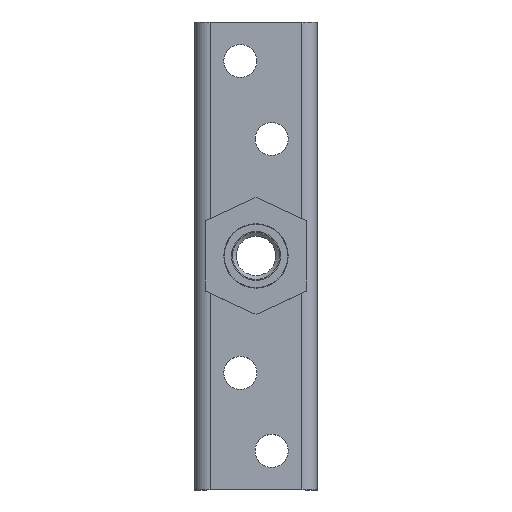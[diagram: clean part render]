
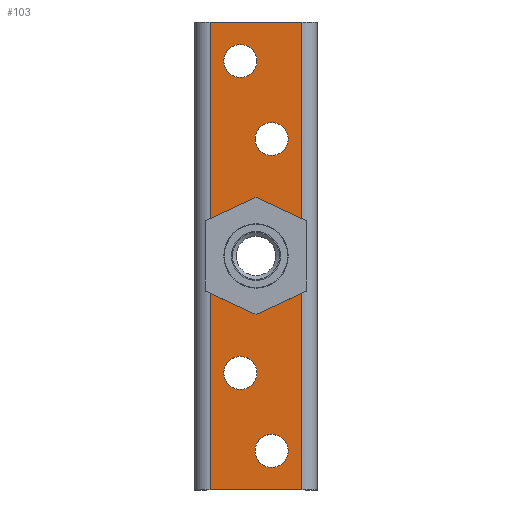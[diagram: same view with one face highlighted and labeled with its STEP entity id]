
A CAD part, top view. The second image highlights one B-rep face of the part: STEP entity #103.
In plain terms, the highlighted planar face has unit normal (0, 0, 1).
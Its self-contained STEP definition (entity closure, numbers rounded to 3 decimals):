
#103 = ADVANCED_FACE( '', ( #241, #242, #243, #244, #245, #246 ), #247, .T. );
#241 = FACE_BOUND( '', #462, .T. );
#242 = FACE_BOUND( '', #463, .T. );
#243 = FACE_BOUND( '', #464, .T. );
#244 = FACE_BOUND( '', #465, .T. );
#245 = FACE_BOUND( '', #466, .T. );
#246 = FACE_OUTER_BOUND( '', #467, .T. );
#247 = PLANE( '', #468 );
#462 = EDGE_LOOP( '', ( #676 ) );
#463 = EDGE_LOOP( '', ( #677 ) );
#464 = EDGE_LOOP( '', ( #678 ) );
#465 = EDGE_LOOP( '', ( #679 ) );
#466 = EDGE_LOOP( '', ( #680 ) );
#467 = EDGE_LOOP( '', ( #681, #682, #683, #684 ) );
#468 = AXIS2_PLACEMENT_3D( '', #685, #686, #687 );
#676 = ORIENTED_EDGE( '', *, *, #1058, .F. );
#677 = ORIENTED_EDGE( '', *, *, #1056, .F. );
#678 = ORIENTED_EDGE( '', *, *, #1059, .F. );
#679 = ORIENTED_EDGE( '', *, *, #1060, .F. );
#680 = ORIENTED_EDGE( '', *, *, #1045, .F. );
#681 = ORIENTED_EDGE( '', *, *, #1061, .F. );
#682 = ORIENTED_EDGE( '', *, *, #1062, .F. );
#683 = ORIENTED_EDGE( '', *, *, #1063, .T. );
#684 = ORIENTED_EDGE( '', *, *, #1064, .T. );
#685 = CARTESIAN_POINT( '', ( 4., 120., 9.5 ) );
#686 = DIRECTION( '', ( 0., 0., 1. ) );
#687 = DIRECTION( '', ( 0., -1., 0. ) );
#1045 = EDGE_CURVE( '', #1190, #1190, #1191, .T. );
#1056 = EDGE_CURVE( '', #1209, #1209, #1210, .T. );
#1058 = EDGE_CURVE( '', #1212, #1212, #1213, .T. );
#1059 = EDGE_CURVE( '', #1214, #1214, #1215, .T. );
#1060 = EDGE_CURVE( '', #1216, #1216, #1217, .T. );
#1061 = EDGE_CURVE( '', #1218, #1219, #1220, .T. );
#1062 = EDGE_CURVE( '', #1221, #1218, #1222, .T. );
#1063 = EDGE_CURVE( '', #1221, #1223, #1224, .T. );
#1064 = EDGE_CURVE( '', #1223, #1219, #1225, .T. );
#1190 = VERTEX_POINT( '', #1407 );
#1191 = CIRCLE( '', #1408, 4.25 );
#1209 = VERTEX_POINT( '', #1430 );
#1210 = CIRCLE( '', #1431, 4.25 );
#1212 = VERTEX_POINT( '', #1433 );
#1213 = CIRCLE( '', #1434, 4.25 );
#1214 = VERTEX_POINT( '', #1435 );
#1215 = CIRCLE( '', #1436, 9.45 );
#1216 = VERTEX_POINT( '', #1437 );
#1217 = CIRCLE( '', #1438, 4.25 );
#1218 = VERTEX_POINT( '', #1439 );
#1219 = VERTEX_POINT( '', #1440 );
#1220 = LINE( '', #1441, #1442 );
#1221 = VERTEX_POINT( '', #1443 );
#1222 = LINE( '', #1444, #1445 );
#1223 = VERTEX_POINT( '', #1446 );
#1224 = LINE( '', #1447, #1448 );
#1225 = LINE( '', #1449, #1450 );
#1407 = CARTESIAN_POINT( '', ( 19.75, 5.75, 9.5 ) );
#1408 = AXIS2_PLACEMENT_3D( '', #1670, #1671, #1672 );
#1430 = CARTESIAN_POINT( '', ( 19.75, 85.75, 9.5 ) );
#1431 = AXIS2_PLACEMENT_3D( '', #1686, #1687, #1688 );
#1433 = CARTESIAN_POINT( '', ( 11.75, 105.75, 9.5 ) );
#1434 = AXIS2_PLACEMENT_3D( '', #1689, #1690, #1691 );
#1435 = CARTESIAN_POINT( '', ( 15.75, 50.55, 9.5 ) );
#1436 = AXIS2_PLACEMENT_3D( '', #1692, #1693, #1694 );
#1437 = CARTESIAN_POINT( '', ( 11.75, 25.75, 9.5 ) );
#1438 = AXIS2_PLACEMENT_3D( '', #1695, #1696, #1697 );
#1439 = CARTESIAN_POINT( '', ( 27.5, 0., 9.5 ) );
#1440 = CARTESIAN_POINT( '', ( 4., 0., 9.5 ) );
#1441 = CARTESIAN_POINT( '', ( 4., 0., 9.5 ) );
#1442 = VECTOR( '', #1698, 1000. );
#1443 = CARTESIAN_POINT( '', ( 27.5, 120., 9.5 ) );
#1444 = CARTESIAN_POINT( '', ( 27.5, 120., 9.5 ) );
#1445 = VECTOR( '', #1699, 1000. );
#1446 = CARTESIAN_POINT( '', ( 4., 120., 9.5 ) );
#1447 = CARTESIAN_POINT( '', ( 4., 120., 9.5 ) );
#1448 = VECTOR( '', #1700, 1000. );
#1449 = CARTESIAN_POINT( '', ( 4., 120., 9.5 ) );
#1450 = VECTOR( '', #1701, 1000. );
#1670 = CARTESIAN_POINT( '', ( 19.75, 10., 9.5 ) );
#1671 = DIRECTION( '', ( 0., 0., 1. ) );
#1672 = DIRECTION( '', ( 0., -1., 0. ) );
#1686 = CARTESIAN_POINT( '', ( 19.75, 90., 9.5 ) );
#1687 = DIRECTION( '', ( 0., 0., 1. ) );
#1688 = DIRECTION( '', ( 0., -1., 0. ) );
#1689 = CARTESIAN_POINT( '', ( 11.75, 110., 9.5 ) );
#1690 = DIRECTION( '', ( 0., 0., 1. ) );
#1691 = DIRECTION( '', ( 0., -1., 0. ) );
#1692 = CARTESIAN_POINT( '', ( 15.75, 60., 9.5 ) );
#1693 = DIRECTION( '', ( 0., 0., 1. ) );
#1694 = DIRECTION( '', ( 0., -1., 0. ) );
#1695 = CARTESIAN_POINT( '', ( 11.75, 30., 9.5 ) );
#1696 = DIRECTION( '', ( 0., 0., 1. ) );
#1697 = DIRECTION( '', ( 0., -1., 0. ) );
#1698 = DIRECTION( '', ( -1., 0., 0. ) );
#1699 = DIRECTION( '', ( 0., -1., 0. ) );
#1700 = DIRECTION( '', ( -1., 0., 0. ) );
#1701 = DIRECTION( '', ( 0., -1., 0. ) );
